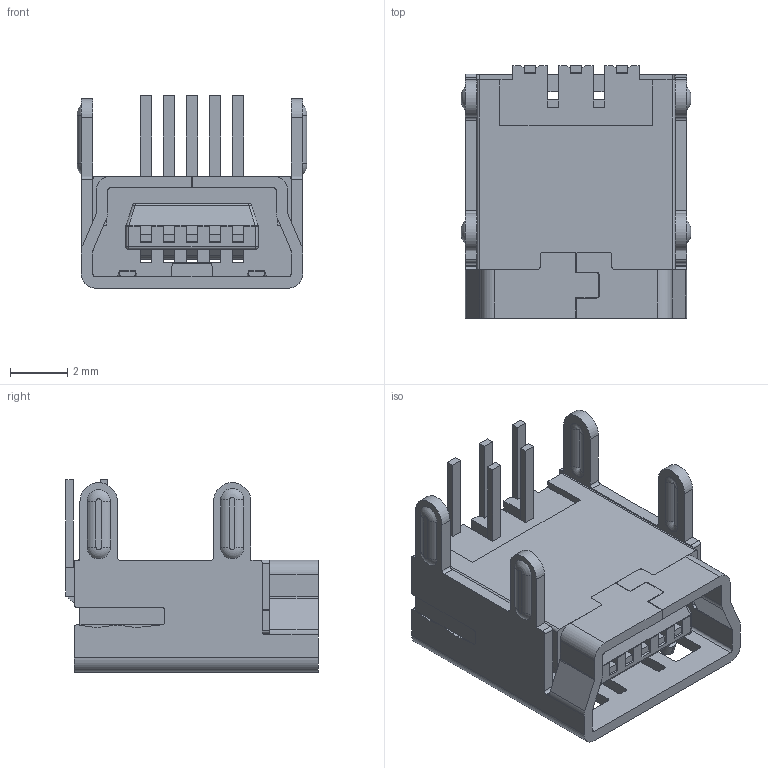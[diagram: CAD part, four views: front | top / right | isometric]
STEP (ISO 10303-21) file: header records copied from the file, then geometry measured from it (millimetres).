
FILE_DESCRIPTION(/* description */ ('Unknown'),/* implementation_level */ '2;1');
FILE_NAME(/* name */ '651005136521',/* time_stamp */ '2017-07-06T10:59:51+02:00',/* author */ ('Unknown'),/* organization */ ('Unknown'),/* preprocessor_version */ 'ST-DEVELOPER v16.7',/* originating_system */ 'DEX',/* authorisation */ $);
FILE_SCHEMA (('AUTOMOTIVE_DESIGN {1 0 10303 214 3 1 1}'));
Length unit declared in the file: millimetre
Products named in the file (5): 651005136521; Shielding; Insulator; Pin_1; Pin_2
Assembly tree (7 placements, depth 2):
  651005136521
    Shielding
    Insulator
    Pin_1  x2
    Pin_2  x3
Bounding box: 8 x 8.8 x 6.7 mm (x, y, z)
Volume: 141.4 mm3; surface area: 750.5 mm2
Topology: 7 solids, 7 shells, 570 faces, 1599 edges, 1028 vertices
Faces by surface type: plane 343, cylinder 197, torus 16, bspline 8, sphere 6
Entity records: 16485 total; most frequent: CARTESIAN_POINT 2999, ORIENTED_EDGE 2782, DIRECTION 2685, EDGE_CURVE 1391, LINE 1009, VECTOR 1009, VERTEX_POINT 896, AXIS2_PLACEMENT_3D 838
